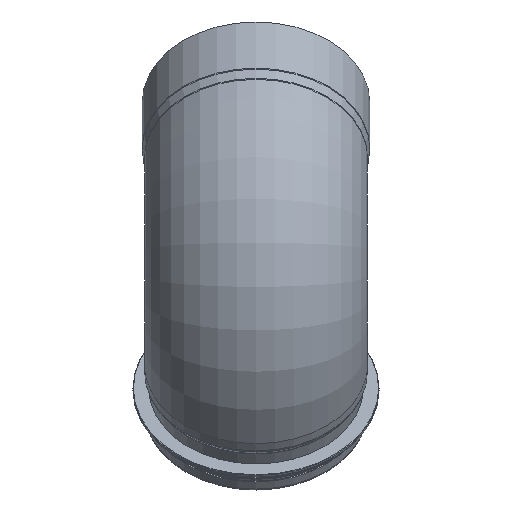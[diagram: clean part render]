
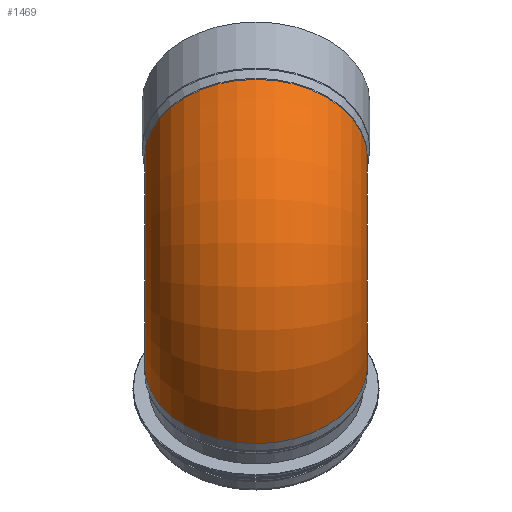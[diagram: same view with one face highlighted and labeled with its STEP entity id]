
A CAD part, left-side view. The second image highlights one B-rep face of the part: STEP entity #1469.
In plain terms, the highlighted toroidal (fillet/blend) face has major radius 65 mm and minor radius 49.525 mm.
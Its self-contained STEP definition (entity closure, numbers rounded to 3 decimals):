
#1403=CARTESIAN_POINT('',(54.058,0.,10.942));
#1404=VERTEX_POINT('',#1403);
#1405=CARTESIAN_POINT('',(19.038,0.0,45.962));
#1406=DIRECTION('',(-0.707,0.0,-0.707));
#1407=DIRECTION('',(-0.707,0.0,0.707));
#1408=AXIS2_PLACEMENT_3D('',#1405,#1406,#1407);
#1409=CIRCLE('',#1408,49.525);
#1410=EDGE_CURVE('',#1404,#1404,#1409,.T.);
#1423=CARTESIAN_POINT('',(54.058,0.,-10.942));
#1424=VERTEX_POINT('',#1423);
#1425=CARTESIAN_POINT('',(19.038,0.0,-45.962));
#1426=DIRECTION('',(0.707,0.0,-0.707));
#1427=DIRECTION('',(-0.707,0.0,-0.707));
#1428=AXIS2_PLACEMENT_3D('',#1425,#1426,#1427);
#1429=CIRCLE('',#1428,49.525);
#1430=EDGE_CURVE('',#1424,#1424,#1429,.T.);
#1458=CARTESIAN_POINT('',(65.0,0.0,0.0));
#1459=DIRECTION('',(0.0,1.0,0.0));
#1460=DIRECTION('',(0.0,0.0,1.0));
#1461=AXIS2_PLACEMENT_3D('',#1458,#1459,#1460);
#1462=TOROIDAL_SURFACE('',#1461,65.0,49.525);
#1463=ORIENTED_EDGE('',*,*,#1430,.F.);
#1464=EDGE_LOOP('',(#1463));
#1465=FACE_OUTER_BOUND('',#1464,.T.);
#1466=ORIENTED_EDGE('',*,*,#1410,.T.);
#1467=EDGE_LOOP('',(#1466));
#1468=FACE_BOUND('',#1467,.T.);
#1469=ADVANCED_FACE('',(#1465,#1468),#1462,.T.);
